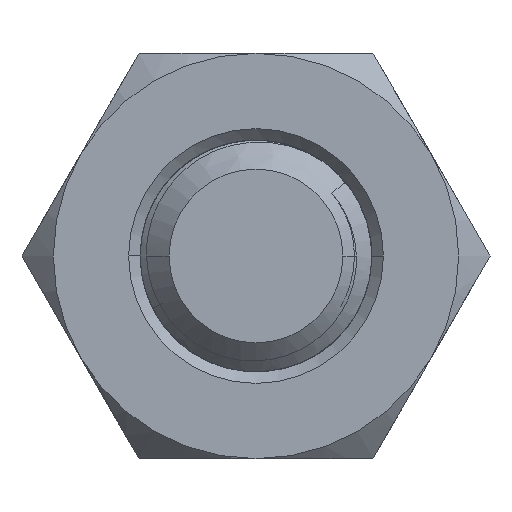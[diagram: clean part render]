
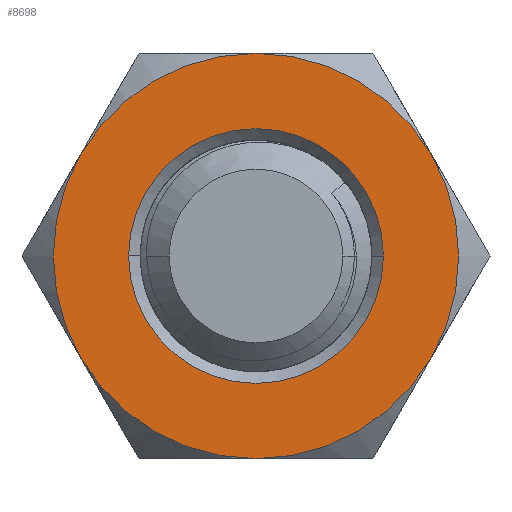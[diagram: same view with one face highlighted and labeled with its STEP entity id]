
A CAD part, front view. The second image highlights one B-rep face of the part: STEP entity #8698.
In plain terms, the highlighted planar face has unit normal (0, -1, 0).
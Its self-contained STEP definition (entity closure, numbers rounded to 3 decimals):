
#7605=CARTESIAN_POINT('',(0.,0.,0.));
#7606=DIRECTION('',(0.,-1.,0.));
#7607=DIRECTION('',(-0.866,0.,-0.5));
#7608=AXIS2_PLACEMENT_3D('',#7605,#7606,#7607);
#7610=CARTESIAN_POINT('',(0.,0.,0.));
#7611=DIRECTION('',(0.,-1.,0.));
#7612=DIRECTION('',(-0.866,0.,0.5));
#7613=AXIS2_PLACEMENT_3D('',#7610,#7611,#7612);
#7615=CARTESIAN_POINT('',(0.,0.,0.));
#7616=DIRECTION('',(0.,-1.,0.));
#7617=DIRECTION('',(0.,0.,1.));
#7618=AXIS2_PLACEMENT_3D('',#7615,#7616,#7617);
#7620=CARTESIAN_POINT('',(0.,0.,0.));
#7621=DIRECTION('',(0.,-1.,0.));
#7622=DIRECTION('',(0.866,0.,0.5));
#7623=AXIS2_PLACEMENT_3D('',#7620,#7621,#7622);
#7625=CARTESIAN_POINT('',(0.,0.,0.));
#7626=DIRECTION('',(0.,-1.,0.));
#7627=DIRECTION('',(0.866,0.,-0.5));
#7628=AXIS2_PLACEMENT_3D('',#7625,#7626,#7627);
#7630=CARTESIAN_POINT('',(0.,0.,0.));
#7631=DIRECTION('',(0.,-1.,0.));
#7632=DIRECTION('',(0.,0.,-1.));
#7633=AXIS2_PLACEMENT_3D('',#7630,#7631,#7632);
#7635=CARTESIAN_POINT('',(0.,0.,0.));
#7636=DIRECTION('',(0.,1.,0.));
#7637=DIRECTION('',(-1.,0.,0.));
#7638=AXIS2_PLACEMENT_3D('',#7635,#7636,#7637);
#7640=CARTESIAN_POINT('',(0.,0.,0.));
#7641=DIRECTION('',(0.,1.,0.));
#7642=DIRECTION('',(1.,0.,0.));
#7643=AXIS2_PLACEMENT_3D('',#7640,#7641,#7642);
#8599=CARTESIAN_POINT('',(-6.062,0.,-3.5));
#8600=CARTESIAN_POINT('',(0.,0.,-7.));
#8601=VERTEX_POINT('',#8599);
#8602=VERTEX_POINT('',#8600);
#8603=CARTESIAN_POINT('',(-6.062,0.,3.5));
#8604=VERTEX_POINT('',#8603);
#8605=CARTESIAN_POINT('',(0.,0.,7.));
#8606=VERTEX_POINT('',#8605);
#8607=CARTESIAN_POINT('',(6.062,0.,3.5));
#8608=VERTEX_POINT('',#8607);
#8609=CARTESIAN_POINT('',(6.062,0.,-3.5));
#8610=VERTEX_POINT('',#8609);
#8639=CARTESIAN_POINT('',(-4.4,0.,0.));
#8640=CARTESIAN_POINT('',(4.4,0.,0.));
#8641=VERTEX_POINT('',#8639);
#8642=VERTEX_POINT('',#8640);
#8673=CARTESIAN_POINT('',(0.,0.,0.));
#8674=DIRECTION('',(0.,1.,0.));
#8675=DIRECTION('',(1.,0.,0.));
#8676=AXIS2_PLACEMENT_3D('',#8673,#8674,#8675);
#8677=PLANE('',#8676);
#8679=ORIENTED_EDGE('',*,*,#8678,.F.);
#8681=ORIENTED_EDGE('',*,*,#8680,.F.);
#8683=ORIENTED_EDGE('',*,*,#8682,.F.);
#8685=ORIENTED_EDGE('',*,*,#8684,.F.);
#8687=ORIENTED_EDGE('',*,*,#8686,.F.);
#8689=ORIENTED_EDGE('',*,*,#8688,.F.);
#8690=EDGE_LOOP('',(#8679,#8681,#8683,#8685,#8687,#8689));
#8691=FACE_OUTER_BOUND('',#8690,.F.);
#8693=ORIENTED_EDGE('',*,*,#8692,.F.);
#8695=ORIENTED_EDGE('',*,*,#8694,.F.);
#8696=EDGE_LOOP('',(#8693,#8695));
#8697=FACE_BOUND('',#8696,.F.);
#8698=ADVANCED_FACE('',(#8691,#8697),#8677,.F.);
#7609=CIRCLE('',#7608,7.);
#7614=CIRCLE('',#7613,7.);
#7619=CIRCLE('',#7618,7.);
#7624=CIRCLE('',#7623,7.);
#7629=CIRCLE('',#7628,7.);
#7634=CIRCLE('',#7633,7.);
#7639=CIRCLE('',#7638,4.4);
#7644=CIRCLE('',#7643,4.4);
#8678=EDGE_CURVE('',#8601,#8602,#7609,.T.);
#8680=EDGE_CURVE('',#8604,#8601,#7614,.T.);
#8682=EDGE_CURVE('',#8606,#8604,#7619,.T.);
#8684=EDGE_CURVE('',#8608,#8606,#7624,.T.);
#8686=EDGE_CURVE('',#8610,#8608,#7629,.T.);
#8688=EDGE_CURVE('',#8602,#8610,#7634,.T.);
#8692=EDGE_CURVE('',#8641,#8642,#7639,.T.);
#8694=EDGE_CURVE('',#8642,#8641,#7644,.T.);
